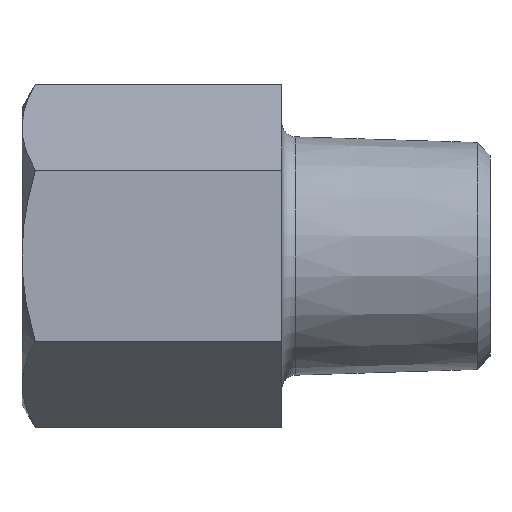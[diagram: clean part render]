
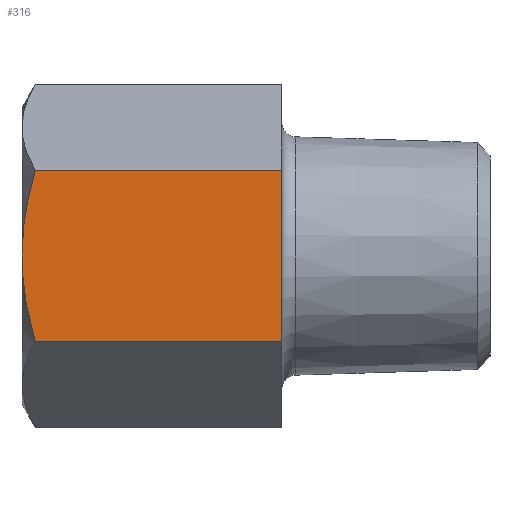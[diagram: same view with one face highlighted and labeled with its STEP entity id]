
A CAD part, left-side view. The second image highlights one B-rep face of the part: STEP entity #316.
In plain terms, the highlighted planar face has unit normal (-1, 0, 0).
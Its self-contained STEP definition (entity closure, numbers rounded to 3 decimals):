
#22=B_SPLINE_CURVE_WITH_KNOTS('',3,(#511,#512,#513,#514),.UNSPECIFIED.,
 .F.,.F.,(4,4),(0.012,0.015),.UNSPECIFIED.);
#23=B_SPLINE_CURVE_WITH_KNOTS('',3,(#516,#517,#518,#519),.UNSPECIFIED.,
 .F.,.F.,(4,4),(0.008,0.012),.UNSPECIFIED.);
#47=LINE('',#485,#59);
#52=LINE('',#507,#64);
#53=LINE('',#509,#65);
#59=VECTOR('',#393,1000.);
#64=VECTOR('',#416,1000.);
#65=VECTOR('',#417,1000.);
#85=ORIENTED_EDGE('',*,*,#161,.T.);
#86=ORIENTED_EDGE('',*,*,#152,.T.);
#87=ORIENTED_EDGE('',*,*,#162,.F.);
#88=ORIENTED_EDGE('',*,*,#163,.F.);
#89=ORIENTED_EDGE('',*,*,#164,.F.);
#152=EDGE_CURVE('',#193,#191,#47,.T.);
#161=EDGE_CURVE('',#201,#193,#52,.T.);
#162=EDGE_CURVE('',#202,#191,#53,.T.);
#163=EDGE_CURVE('',#203,#202,#22,.T.);
#164=EDGE_CURVE('',#201,#203,#23,.T.);
#191=VERTEX_POINT('',#483);
#193=VERTEX_POINT('',#486);
#201=VERTEX_POINT('',#508);
#202=VERTEX_POINT('',#510);
#203=VERTEX_POINT('',#515);
#244=EDGE_LOOP('',(#85,#86,#87,#88,#89));
#278=FACE_BOUND('',#244,.T.);
#304=PLANE('',#357);
#316=ADVANCED_FACE('',(#278),#304,.F.);
#357=AXIS2_PLACEMENT_3D('',#506,#414,#415);
#393=DIRECTION('',(0.,0.,1.));
#414=DIRECTION('',(1.,0.,0.));
#415=DIRECTION('',(0.,0.,-1.));
#416=DIRECTION('',(0.,-1.,0.));
#417=DIRECTION('',(0.,-1.,0.));
#483=CARTESIAN_POINT('',(-6.35,0.,3.666));
#485=CARTESIAN_POINT('',(-6.35,0.,-3.666));
#486=CARTESIAN_POINT('',(-6.35,0.,-3.666));
#506=CARTESIAN_POINT('',(-6.35,11.1,-3.666));
#507=CARTESIAN_POINT('',(-6.35,11.1,-3.666));
#508=CARTESIAN_POINT('',(-6.35,10.533,-3.666));
#509=CARTESIAN_POINT('',(-6.35,11.1,3.666));
#510=CARTESIAN_POINT('',(-6.35,10.533,3.666));
#511=CARTESIAN_POINT('',(-6.35,11.1,0.));
#512=CARTESIAN_POINT('',(-6.35,11.1,1.255));
#513=CARTESIAN_POINT('',(-6.35,10.877,2.473));
#514=CARTESIAN_POINT('',(-6.35,10.533,3.666));
#515=CARTESIAN_POINT('',(-6.35,11.1,0.));
#516=CARTESIAN_POINT('',(-6.35,10.533,-3.666));
#517=CARTESIAN_POINT('',(-6.35,10.878,-2.472));
#518=CARTESIAN_POINT('',(-6.35,11.1,-1.256));
#519=CARTESIAN_POINT('',(-6.35,11.1,0.));
